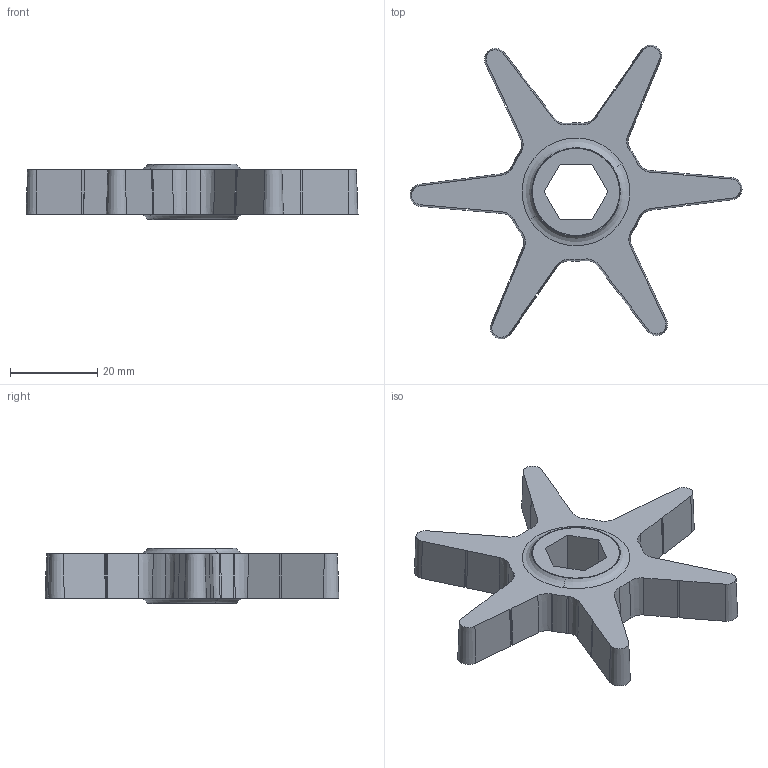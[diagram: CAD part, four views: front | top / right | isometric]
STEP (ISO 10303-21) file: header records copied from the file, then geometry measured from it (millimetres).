
FILE_DESCRIPTION (( 'STEP AP214' ), '1' );
FILE_NAME ('3IN 0.5IN Hex 0.5IN Thick XXA Compliant Star Assembly.STEP', '2025-10-13T14:19:57', ( '' ), ( '' ), 'SwSTEP 2.0', 'SolidWorks 2024', '' );
FILE_SCHEMA (( 'AUTOMOTIVE_DESIGN' ));
Length unit declared in the file: inch
Products named in the file (3): am-3948-500 500H x 500IN Spacer; Compliant Star 0.5IN x 3IN, 6 Prongs; 3IN 0.5IN Hex 0.5IN Thick XXA Compliant Star Assembly
Assembly tree (2 placements, depth 2):
  3IN 0.5IN Hex 0.5IN Thick XXA Compliant Star Assembly
    am-3948-500 500H x 500IN Spacer
    Compliant Star 0.5IN x 3IN, 6 Prongs
Bounding box: 76.17 x 67.41 x 12.7 mm (x, y, z)
Volume: 16108.4 mm3; surface area: 8678.6 mm2
Topology: 2 solids, 2 shells, 107 faces, 303 edges, 202 vertices
Faces by surface type: plane 72, cone 27, cylinder 4, torus 4
Entity records: 3707 total; most frequent: CARTESIAN_POINT 617, ORIENTED_EDGE 606, DIRECTION 601, EDGE_CURVE 303, VECTOR 229, LINE 229, VERTEX_POINT 202, AXIS2_PLACEMENT_3D 186
